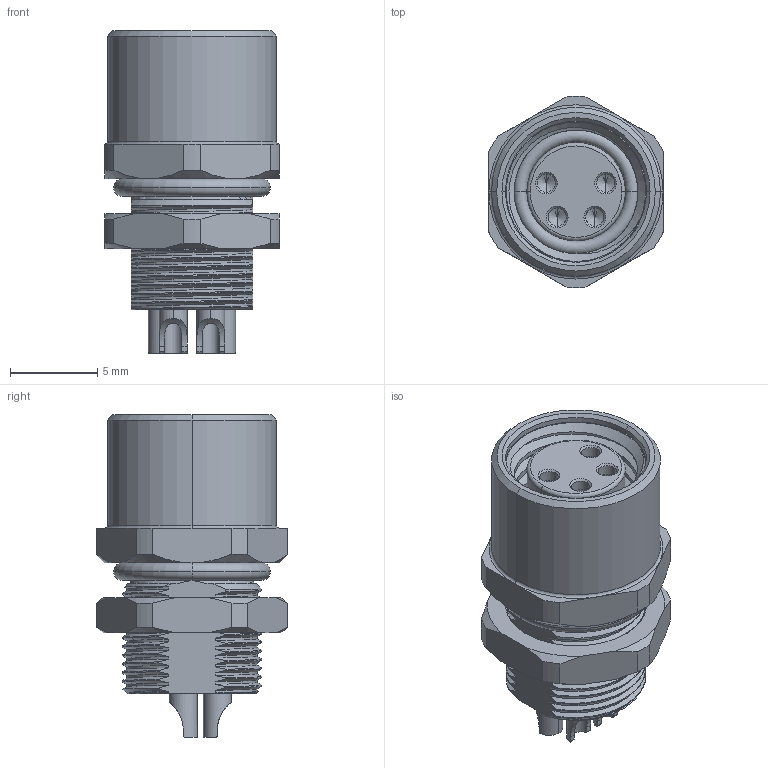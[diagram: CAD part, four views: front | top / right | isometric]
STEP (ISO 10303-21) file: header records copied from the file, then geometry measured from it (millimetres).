
FILE_DESCRIPTION((''),'2;1');
FILE_NAME('4P-K14_444','2025-09-10T',('gongcheng16'),(''),'PRO/ENGINEER BY PARAMETRIC TECHNOLOGY CORPORATION, 2010280','PRO/ENGINEER BY PARAMETRIC TECHNOLOGY CORPORATION, 2010280','');
FILE_SCHEMA(('CONFIG_CONTROL_DESIGN'));
Length unit declared in the file: millimetre
Products named in the file (1): 4P-K14_444
Bounding box: 10 x 10.99 x 18.5 mm (x, y, z)
Volume: 253.2 mm3; surface area: 2409.1 mm2
Topology: 1 solids, 10 shells, 542 faces, 1367 edges, 860 vertices
Faces by surface type: cylinder 183, plane 148, bspline 95, cone 92, torus 24
Entity records: 32429 total; most frequent: CARTESIAN_POINT 20117, ORIENTED_EDGE 2702, DIRECTION 2301, EDGE_CURVE 1351, AXIS2_PLACEMENT_3D 876, VERTEX_POINT 860, EDGE_LOOP 589, VECTOR 549
